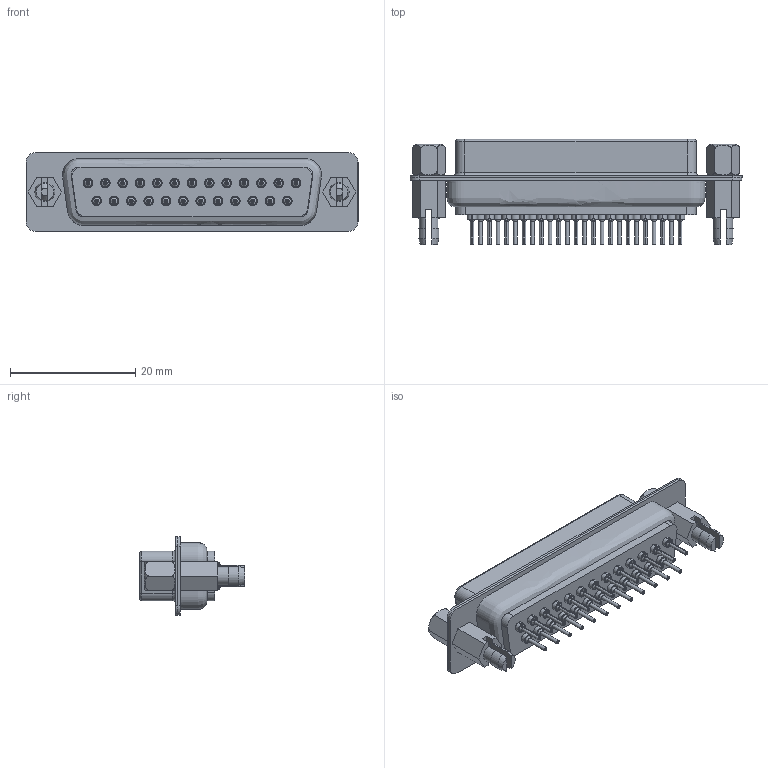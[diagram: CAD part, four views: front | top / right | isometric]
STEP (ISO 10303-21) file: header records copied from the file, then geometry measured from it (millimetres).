
FILE_DESCRIPTION(/* description */ ('Unknown'),/* implementation_level */ '2;1');
FILE_NAME(/* name */ '61802529321',/* time_stamp */ '2018-11-14T15:58:51+01:00',/* author */ ('Unknown'),/* organization */ ('Unknown'),/* preprocessor_version */ 'ST-DEVELOPER v16.7',/* originating_system */ 'DEX',/* authorisation */ $);
FILE_SCHEMA (('AUTOMOTIVE_DESIGN {1 0 10303 214 3 1 1}'));
Length unit declared in the file: millimetre
Products named in the file (8): 6180xx29321; 61802529321_INTER_ARRIERE; 61802529321_INTER_FACADE; 61802529321_FACADE; 61802529321_ARRIERE; 6180xx29321_Pin; 6180xx29y21_CLIP; 6180xx29y21_VISSE
Assembly tree (33 placements, depth 2):
  6180xx29321
    61802529321_INTER_ARRIERE
    61802529321_INTER_FACADE
    61802529321_FACADE
    61802529321_ARRIERE
    6180xx29321_Pin  x25
    6180xx29y21_CLIP  x2
    6180xx29y21_VISSE  x2
Bounding box: 53.05 x 16.8 x 12.55 mm (x, y, z)
Volume: 4229.6 mm3; surface area: 10905.5 mm2
Topology: 33 solids, 33 shells, 2100 faces, 5695 edges, 3687 vertices
Faces by surface type: plane 1193, cylinder 466, cone 387, torus 41, bspline 13
Full cylindrical faces by diameter (mm): 1 x25, 1.5 x25, 1.6 x25, 2.75 x2, 2.85 x2, 3 x6
Entity records: 21021 total; most frequent: CARTESIAN_POINT 8466, DIRECTION 2642, ORIENTED_EDGE 2236, EDGE_CURVE 1118, AXIS2_PLACEMENT_3D 1056, VERTEX_POINT 774, FACE_BOUND 754, EDGE_LOOP 753
